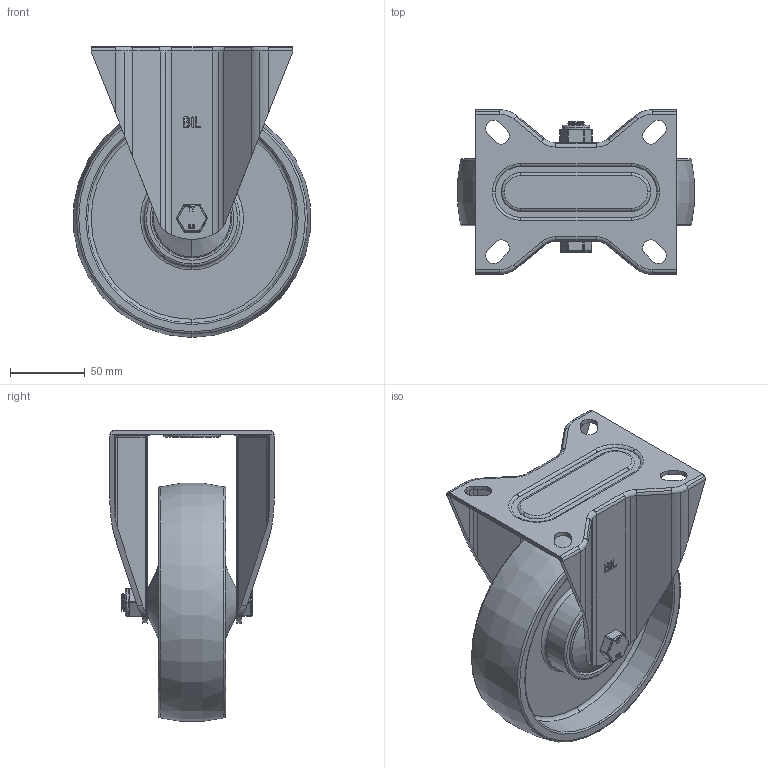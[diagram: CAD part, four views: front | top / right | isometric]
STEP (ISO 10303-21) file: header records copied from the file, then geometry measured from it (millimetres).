
FILE_DESCRIPTION(('STEP AP214'),'1');
FILE_NAME('BZMMF160NYBJ.STEP','2022-09-16T10:37:28',(' '),(' '),'Spatial InterOp 3D',' ',' ');
FILE_SCHEMA(('AUTOMOTIVE_DESIGN { 1 0 10303 214 1 1 1 1 }'));
Length unit declared in the file: metre
Products named in the file (21): BZMMF150AS; BZMMF150AS Geometry; ZINC PLATED, PRESSED STEEL BRACKET; BZMMF160NYBJ; NYLON WHEEL; CAP; NYLON WHEEL2; BZH160WNYBJM12; BEARING6204; INNER; OUTER; BALL BEARINGS; Component3; MIDDLE; RUBBER; HEXBOLTM12X80Z8.8; GRADE 8.8 ZINC PLATED BOLT; NYLOC NUT; RUBBER2; NUT; NYLOCM12Z
Assembly tree (28 placements, depth 5):
  BZMMF160NYBJ
    BZMMF150AS
      BZMMF150AS Geometry
      ZINC PLATED, PRESSED STEEL BRACKET
    BZH160WNYBJM12
      NYLON WHEEL
        CAP  x2
        NYLON WHEEL2
      BEARING6204
        INNER
        OUTER
        BALL BEARINGS
          Component3  x8
        MIDDLE
        RUBBER
    HEXBOLTM12X80Z8.8
      GRADE 8.8 ZINC PLATED BOLT
    NYLOCM12Z
      NYLOC NUT
        RUBBER2
        NUT
Bounding box: 158.53 x 110 x 194.7 mm (x, y, z)
Volume: 457899.2 mm3; surface area: 205503.1 mm2
Topology: 20 solids, 20 shells, 1013 faces, 2638 edges, 1697 vertices
Faces by surface type: cylinder 350, plane 285, extrusion 192, sphere 84, torus 80, cone 20, bspline 2
Entity records: 39961 total; most frequent: CARTESIAN_POINT 15880, ORIENTED_EDGE 4962, DIRECTION 4685, EDGE_CURVE 2481, AXIS2_PLACEMENT_3D 1757, VERTEX_POINT 1639, VECTOR 1171, EDGE_LOOP 1104
